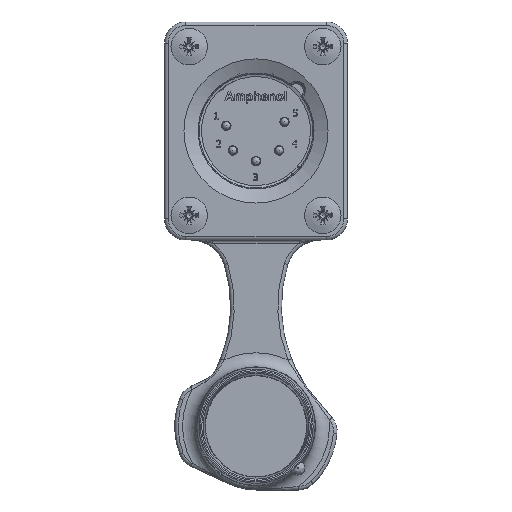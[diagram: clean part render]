
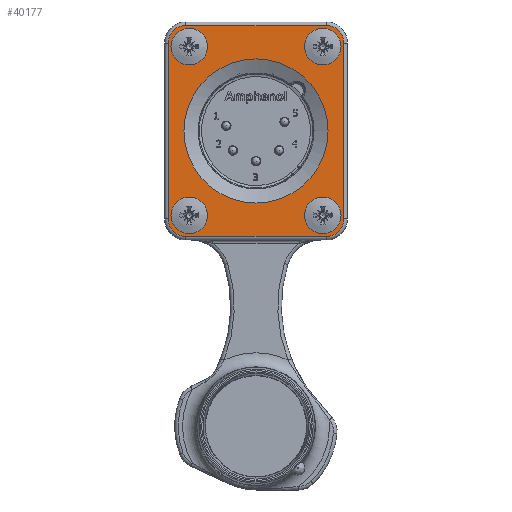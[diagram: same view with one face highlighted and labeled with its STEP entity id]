
A CAD part, top view. The second image highlights one B-rep face of the part: STEP entity #40177.
In plain terms, the highlighted planar face has unit normal (0, 0, 1).
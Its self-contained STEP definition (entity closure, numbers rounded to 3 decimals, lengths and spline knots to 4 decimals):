
#154=FACE_BOUND('',#9081,.T.);
#155=FACE_BOUND('',#9082,.T.);
#156=FACE_BOUND('',#9083,.T.);
#157=FACE_BOUND('',#9084,.T.);
#158=FACE_BOUND('',#9085,.T.);
#4866=PLANE('',#42299);
#6866=FACE_OUTER_BOUND('',#9080,.T.);
#9080=EDGE_LOOP('',(#34251,#34252,#34253,#34254,#34255,#34256,#34257,#34258));
#9081=EDGE_LOOP('',(#34259));
#9082=EDGE_LOOP('',(#34260));
#9083=EDGE_LOOP('',(#34261));
#9084=EDGE_LOOP('',(#34262));
#9085=EDGE_LOOP('',(#34263));
#9473=CIRCLE('',#40617,0.1024);
#9517=CIRCLE('',#40772,0.1024);
#9565=CIRCLE('',#40935,0.1024);
#9609=CIRCLE('',#41092,0.1024);
#10165=CIRCLE('',#42300,0.0984);
#10166=CIRCLE('',#42301,0.0984);
#10167=CIRCLE('',#42302,0.0984);
#10168=CIRCLE('',#42303,0.0984);
#10169=CIRCLE('',#42304,0.4035);
#11760=LINE('',#141316,#13638);
#11761=LINE('',#141320,#13639);
#11762=LINE('',#141324,#13640);
#11763=LINE('',#141328,#13641);
#13638=VECTOR('',#47709,0.3937);
#13639=VECTOR('',#47712,0.3937);
#13640=VECTOR('',#47715,0.3937);
#13641=VECTOR('',#47718,0.3937);
#14437=VERTEX_POINT('',#60764);
#14960=VERTEX_POINT('',#81930);
#15500=VERTEX_POINT('',#103576);
#16029=VERTEX_POINT('',#125176);
#17464=VERTEX_POINT('',#141314);
#17465=VERTEX_POINT('',#141315);
#17466=VERTEX_POINT('',#141317);
#17467=VERTEX_POINT('',#141319);
#17468=VERTEX_POINT('',#141321);
#17469=VERTEX_POINT('',#141323);
#17470=VERTEX_POINT('',#141325);
#17471=VERTEX_POINT('',#141327);
#17472=VERTEX_POINT('',#141330);
#18419=EDGE_CURVE('',#14437,#14437,#9473,.T.);
#19215=EDGE_CURVE('',#14960,#14960,#9517,.T.);
#20045=EDGE_CURVE('',#15500,#15500,#9565,.T.);
#20857=EDGE_CURVE('',#16029,#16029,#9609,.T.);
#23151=EDGE_CURVE('',#17464,#17465,#11760,.T.);
#23152=EDGE_CURVE('',#17466,#17464,#10165,.T.);
#23153=EDGE_CURVE('',#17467,#17466,#11761,.T.);
#23154=EDGE_CURVE('',#17468,#17467,#10166,.T.);
#23155=EDGE_CURVE('',#17469,#17468,#11762,.T.);
#23156=EDGE_CURVE('',#17470,#17469,#10167,.T.);
#23157=EDGE_CURVE('',#17471,#17470,#11763,.T.);
#23158=EDGE_CURVE('',#17465,#17471,#10168,.T.);
#23159=EDGE_CURVE('',#17472,#17472,#10169,.T.);
#34251=ORIENTED_EDGE('',*,*,#23151,.F.);
#34252=ORIENTED_EDGE('',*,*,#23152,.F.);
#34253=ORIENTED_EDGE('',*,*,#23153,.F.);
#34254=ORIENTED_EDGE('',*,*,#23154,.F.);
#34255=ORIENTED_EDGE('',*,*,#23155,.F.);
#34256=ORIENTED_EDGE('',*,*,#23156,.F.);
#34257=ORIENTED_EDGE('',*,*,#23157,.F.);
#34258=ORIENTED_EDGE('',*,*,#23158,.F.);
#34259=ORIENTED_EDGE('',*,*,#18419,.T.);
#34260=ORIENTED_EDGE('',*,*,#19215,.T.);
#34261=ORIENTED_EDGE('',*,*,#20045,.T.);
#34262=ORIENTED_EDGE('',*,*,#20857,.T.);
#34263=ORIENTED_EDGE('',*,*,#23159,.F.);
#40177=ADVANCED_FACE('',(#6866,#154,#155,#156,#157,#158),#4866,.T.);
#40617=AXIS2_PLACEMENT_3D('',#60766,#42928,#42929);
#40772=AXIS2_PLACEMENT_3D('',#81932,#43345,#43346);
#40935=AXIS2_PLACEMENT_3D('',#103578,#43780,#43781);
#41092=AXIS2_PLACEMENT_3D('',#125178,#44201,#44202);
#42299=AXIS2_PLACEMENT_3D('',#141313,#47707,#47708);
#42300=AXIS2_PLACEMENT_3D('',#141318,#47710,#47711);
#42301=AXIS2_PLACEMENT_3D('',#141322,#47713,#47714);
#42302=AXIS2_PLACEMENT_3D('',#141326,#47716,#47717);
#42303=AXIS2_PLACEMENT_3D('',#141329,#47719,#47720);
#42304=AXIS2_PLACEMENT_3D('',#141331,#47721,#47722);
#42928=DIRECTION('center_axis',(0.,0.,-1.));
#42929=DIRECTION('ref_axis',(0.,1.,0.));
#43345=DIRECTION('center_axis',(0.,0.,-1.));
#43346=DIRECTION('ref_axis',(0.,1.,0.));
#43780=DIRECTION('center_axis',(0.,0.,-1.));
#43781=DIRECTION('ref_axis',(0.,1.,0.));
#44201=DIRECTION('center_axis',(0.,0.,-1.));
#44202=DIRECTION('ref_axis',(0.,1.,0.));
#47707=DIRECTION('center_axis',(0.,0.,1.));
#47708=DIRECTION('ref_axis',(1.,0.,0.));
#47709=DIRECTION('',(-1.,0.,0.));
#47710=DIRECTION('center_axis',(0.,0.,-1.));
#47711=DIRECTION('ref_axis',(0.707,-0.707,0.));
#47712=DIRECTION('',(0.,-1.,0.));
#47713=DIRECTION('center_axis',(0.,0.,-1.));
#47714=DIRECTION('ref_axis',(0.707,0.707,0.));
#47715=DIRECTION('',(1.,0.,0.));
#47716=DIRECTION('center_axis',(0.,0.,-1.));
#47717=DIRECTION('ref_axis',(-0.707,0.707,0.));
#47718=DIRECTION('',(0.,1.,0.));
#47719=DIRECTION('center_axis',(0.,0.,-1.));
#47720=DIRECTION('ref_axis',(-0.707,-0.707,0.));
#47721=DIRECTION('center_axis',(0.,0.,1.));
#47722=DIRECTION('ref_axis',(-1.,0.,0.));
#60764=CARTESIAN_POINT('',(0.4764,-0.4724,0.0669));
#60766=CARTESIAN_POINT('Origin',(0.374,-0.4724,0.0669));
#81930=CARTESIAN_POINT('',(0.4764,0.4724,0.0669));
#81932=CARTESIAN_POINT('Origin',(0.374,0.4724,0.0669));
#103576=CARTESIAN_POINT('',(-0.2717,0.4724,0.0669));
#103578=CARTESIAN_POINT('Origin',(-0.374,0.4724,
0.0669));
#125176=CARTESIAN_POINT('',(-0.2717,-0.4724,0.0669));
#125178=CARTESIAN_POINT('Origin',(-0.374,-0.4724,
0.0669));
#141313=CARTESIAN_POINT('Origin',(0.,0.,
0.0669));
#141314=CARTESIAN_POINT('',(0.3937,-0.5906,0.0669));
#141315=CARTESIAN_POINT('',(-0.3937,-0.5906,0.0669));
#141316=CARTESIAN_POINT('',(-0.1969,-0.5906,0.0669));
#141317=CARTESIAN_POINT('',(0.4921,-0.4921,0.0669));
#141318=CARTESIAN_POINT('Origin',(0.3937,-0.4921,
0.0669));
#141319=CARTESIAN_POINT('',(0.4921,0.4921,0.0669));
#141320=CARTESIAN_POINT('',(0.4921,-0.2461,0.0669));
#141321=CARTESIAN_POINT('',(0.3937,0.5906,0.0669));
#141322=CARTESIAN_POINT('Origin',(0.3937,0.4921,0.0669));
#141323=CARTESIAN_POINT('',(-0.3937,0.5906,0.0669));
#141324=CARTESIAN_POINT('',(0.1969,0.5906,0.0669));
#141325=CARTESIAN_POINT('',(-0.4921,0.4921,0.0669));
#141326=CARTESIAN_POINT('Origin',(-0.3937,0.4921,
0.0669));
#141327=CARTESIAN_POINT('',(-0.4921,-0.4921,0.0669));
#141328=CARTESIAN_POINT('',(-0.4921,0.2461,0.0669));
#141329=CARTESIAN_POINT('Origin',(-0.3937,-0.4921,
0.0669));
#141330=CARTESIAN_POINT('',(0.4035,0.,0.0669));
#141331=CARTESIAN_POINT('Origin',(0.,0.,
0.0669));
